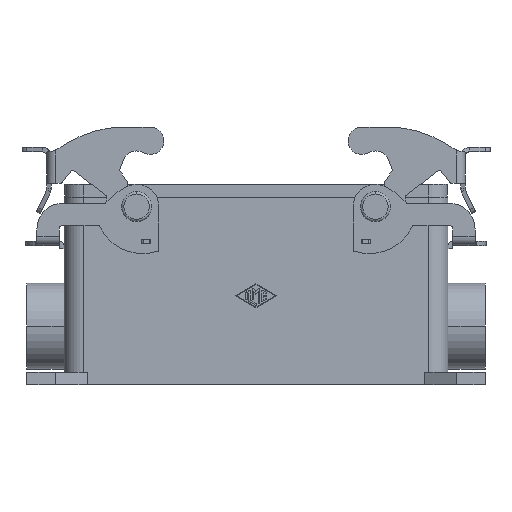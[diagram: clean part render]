
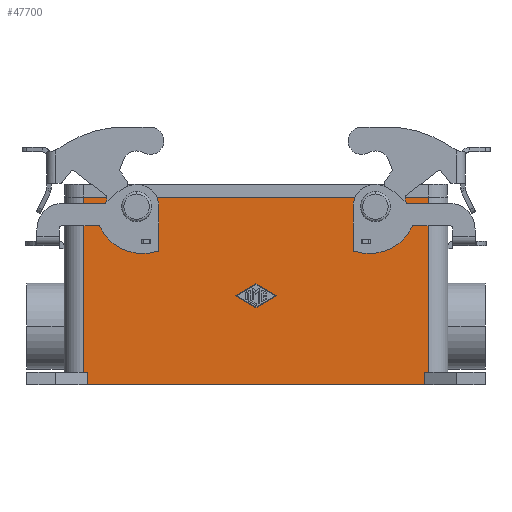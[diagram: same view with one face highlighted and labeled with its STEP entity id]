
A CAD part, front view. The second image highlights one B-rep face of the part: STEP entity #47700.
In plain terms, the highlighted planar face has unit normal (0, -1, 0).
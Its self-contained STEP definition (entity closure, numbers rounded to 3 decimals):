
#15140=CARTESIAN_POINT('',(0.,-22.25,1.5)
);
#15150=VERTEX_POINT('',#15140);
#15200=CARTESIAN_POINT('',(0.,-22.25,0.));
#15210=DIRECTION('',(0.,1.,0.));
#15220=DIRECTION('',(0.,0.,1.));
#15230=AXIS2_PLACEMENT_3D('',#15200,#15210,#15220);
#15240=CIRCLE('',#15230,1.5);
#15250=CARTESIAN_POINT('',(0.,-22.25,
-1.5));
#15260=VERTEX_POINT('',#15250);
#15270=EDGE_CURVE('',#15150,#15260,#15240,.T.);
#20970=CARTESIAN_POINT('',(-75.,-22.25,-1.5));
#20980=VERTEX_POINT('',#20970);
#21160=CARTESIAN_POINT('',(-75.,-22.25,1.5));
#21170=VERTEX_POINT('',#21160);
#21200=CARTESIAN_POINT('',(-75.,-22.25,0.));
#21210=DIRECTION('',(0.,1.,0.));
#21220=DIRECTION('',(0.,0.,1.));
#21230=AXIS2_PLACEMENT_3D('',#21200,#21210,#21220);
#21240=CIRCLE('',#21230,1.5);
#21250=EDGE_CURVE('',#21170,#20980,#21240,.T.);
#37300=CARTESIAN_POINT('',(-37.5,-22.25,-31.749));
#37310=VERTEX_POINT('',#37300);
#37360=CARTESIAN_POINT('',(-37.5,-22.25,-31.749));
#37370=DIRECTION('',(-0.866,0.,0.5));
#37380=VECTOR('',#37370,7.504);
#37390=LINE('',#37360,#37380);
#37400=CARTESIAN_POINT('',(-44.,-22.25,-28.));
#37410=VERTEX_POINT('',#37400);
#37420=EDGE_CURVE('',#37310,#37410,#37390,.T.);
#37770=CARTESIAN_POINT('',(-31.,-22.25,-28.));
#37780=VERTEX_POINT('',#37770);
#37830=CARTESIAN_POINT('',(-31.,-22.25,-28.));
#37840=DIRECTION('',(-0.866,0.,-0.5));
#37850=VECTOR('',#37840,7.504);
#37860=LINE('',#37830,#37850);
#37870=EDGE_CURVE('',#37780,#37310,#37860,.T.);
#38150=CARTESIAN_POINT('',(-37.5,-22.25,-24.251));
#38160=VERTEX_POINT('',#38150);
#38210=CARTESIAN_POINT('',(-37.5,-22.25,-24.251));
#38220=DIRECTION('',(0.866,0.,-0.5));
#38230=VECTOR('',#38220,7.504);
#38240=LINE('',#38210,#38230);
#38250=EDGE_CURVE('',#38160,#37780,#38240,.T.);
#38500=CARTESIAN_POINT('',(-44.,-22.25,-28.));
#38510=DIRECTION('',(0.866,0.,0.5));
#38520=VECTOR('',#38510,7.504);
#38530=LINE('',#38500,#38520);
#38540=EDGE_CURVE('',#37410,#38160,#38530,.T.);
#46830=CARTESIAN_POINT('',(15.5,-22.25,-56.));
#46840=DIRECTION('',(0.,-1.,0.));
#46850=DIRECTION('',(0.,0.,-1.));
#46860=AXIS2_PLACEMENT_3D('',#46830,#46840,#46850);
#46870=PLANE('',#46860);
#46880=CARTESIAN_POINT('',(-90.5,-22.25,-52.));
#46890=DIRECTION('',(-1.,0.,0.));
#46900=VECTOR('',#46890,1.25);
#46910=LINE('',#46880,#46900);
#46920=CARTESIAN_POINT('',(-90.5,-22.25,-52.));
#46930=VERTEX_POINT('',#46920);
#46940=CARTESIAN_POINT('',(-91.75,-22.25,-52.));
#46950=VERTEX_POINT('',#46940);
#46960=EDGE_CURVE('',#46930,#46950,#46910,.T.);
#46970=ORIENTED_EDGE('',*,*,#46960,.F.);
#46980=CARTESIAN_POINT('',(-91.75,-22.25,-52.));
#46990=DIRECTION('',(0.,0.,1.));
#47000=VECTOR('',#46990,55.);
#47010=LINE('',#46980,#47000);
#47020=CARTESIAN_POINT('',(-91.75,-22.25,3.));
#47030=VERTEX_POINT('',#47020);
#47040=EDGE_CURVE('',#46950,#47030,#47010,.T.);
#47050=ORIENTED_EDGE('',*,*,#47040,.F.);
#47060=CARTESIAN_POINT('',(16.75,-22.25,3.));
#47070=DIRECTION('',(-1.,0.,0.));
#47080=VECTOR('',#47070,108.5);
#47090=LINE('',#47060,#47080);
#47100=CARTESIAN_POINT('',(16.75,-22.25,3.));
#47110=VERTEX_POINT('',#47100);
#47120=EDGE_CURVE('',#47110,#47030,#47090,.T.);
#47130=ORIENTED_EDGE('',*,*,#47120,.T.);
#47140=CARTESIAN_POINT('',(16.75,-22.25,-52.));
#47150=DIRECTION('',(0.,0.,1.));
#47160=VECTOR('',#47150,55.);
#47170=LINE('',#47140,#47160);
#47180=CARTESIAN_POINT('',(16.75,-22.25,-52.));
#47190=VERTEX_POINT('',#47180);
#47200=EDGE_CURVE('',#47190,#47110,#47170,.T.);
#47210=ORIENTED_EDGE('',*,*,#47200,.T.);
#47220=CARTESIAN_POINT('',(16.75,-22.25,-52.));
#47230=DIRECTION('',(-1.,0.,0.));
#47240=VECTOR('',#47230,1.25);
#47250=LINE('',#47220,#47240);
#47260=CARTESIAN_POINT('',(15.5,-22.25,-52.));
#47270=VERTEX_POINT('',#47260);
#47280=EDGE_CURVE('',#47190,#47270,#47250,.T.);
#47290=ORIENTED_EDGE('',*,*,#47280,.F.);
#47300=CARTESIAN_POINT('',(15.5,-22.25,-56.));
#47310=DIRECTION('',(0.,0.,1.));
#47320=VECTOR('',#47310,4.);
#47330=LINE('',#47300,#47320);
#47340=CARTESIAN_POINT('',(15.5,-22.25,-56.));
#47350=VERTEX_POINT('',#47340);
#47360=EDGE_CURVE('',#47350,#47270,#47330,.T.);
#47370=ORIENTED_EDGE('',*,*,#47360,.T.);
#47380=CARTESIAN_POINT('',(15.5,-22.25,-56.));
#47390=DIRECTION('',(-1.,0.,0.));
#47400=VECTOR('',#47390,106.);
#47410=LINE('',#47380,#47400);
#47420=CARTESIAN_POINT('',(-90.5,-22.25,-56.));
#47430=VERTEX_POINT('',#47420);
#47440=EDGE_CURVE('',#47350,#47430,#47410,.T.);
#47450=ORIENTED_EDGE('',*,*,#47440,.F.);
#47460=CARTESIAN_POINT('',(-90.5,-22.25,-56.));
#47470=DIRECTION('',(0.,0.,1.));
#47480=VECTOR('',#47470,4.);
#47490=LINE('',#47460,#47480);
#47500=EDGE_CURVE('',#47430,#46930,#47490,.T.);
#47510=ORIENTED_EDGE('',*,*,#47500,.F.);
#47520=EDGE_LOOP('',(#47510,#47450,#47370,#47290,#47210,#47130,#47050,
#46970));
#47530=FACE_OUTER_BOUND('',#47520,.T.);
#47540=EDGE_CURVE('',#15260,#15150,#15240,.T.);
#47550=ORIENTED_EDGE('',*,*,#47540,.T.);
#47560=ORIENTED_EDGE('',*,*,#15270,.T.);
#47570=EDGE_LOOP('',(#47560,#47550));
#47580=FACE_BOUND('',#47570,.T.);
#47590=EDGE_CURVE('',#20980,#21170,#21240,.T.);
#47600=ORIENTED_EDGE('',*,*,#47590,.T.);
#47610=ORIENTED_EDGE('',*,*,#21250,.T.);
#47620=EDGE_LOOP('',(#47610,#47600));
#47630=FACE_BOUND('',#47620,.T.);
#47640=ORIENTED_EDGE('',*,*,#37870,.T.);
#47650=ORIENTED_EDGE('',*,*,#38250,.T.);
#47660=ORIENTED_EDGE('',*,*,#38540,.T.);
#47670=ORIENTED_EDGE('',*,*,#37420,.T.);
#47680=EDGE_LOOP('',(#47670,#47660,#47650,#47640));
#47690=FACE_BOUND('',#47680,.T.);
#47700=ADVANCED_FACE('',(#47530,#47580,#47630,#47690),#46870,.T.);
